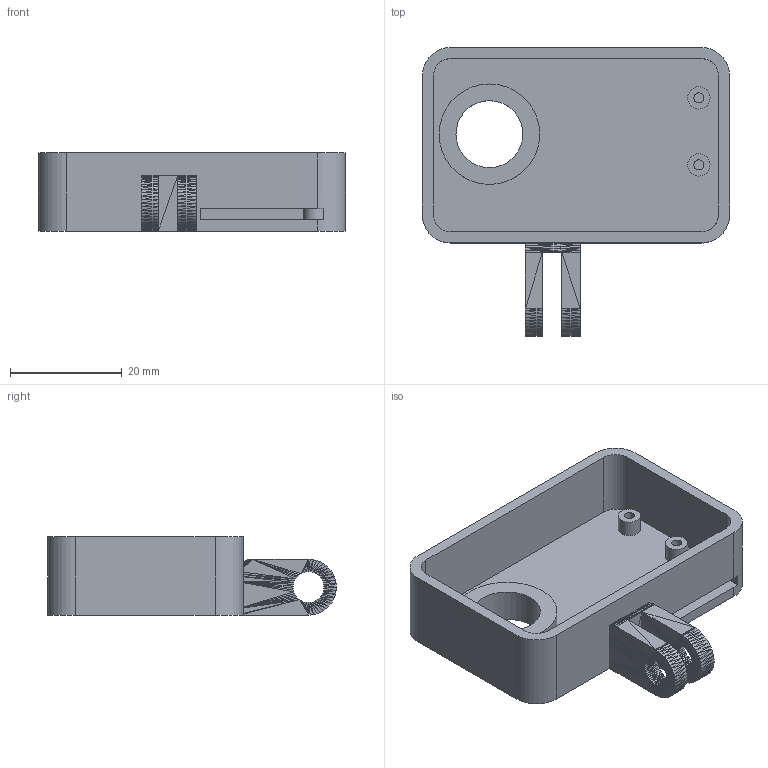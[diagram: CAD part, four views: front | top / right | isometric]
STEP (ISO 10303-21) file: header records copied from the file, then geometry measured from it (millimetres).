
FILE_DESCRIPTION(/* description */ (''),/* implementation_level */ '2;1');
FILE_NAME(/* name */ 'Pi_cam_v3_noir_gopro v5.step',/* time_stamp */ '2024-09-17T18:58:49+02:00',/* author */ (''),/* organization */ (''),/* preprocessor_version */ 'ST-DEVELOPER v20',/* originating_system */ 'Autodesk Translation Framework v13.14.0.145',/* authorisation */ '');
FILE_SCHEMA (('AUTOMOTIVE_DESIGN { 1 0 10303 214 3 1 1 }'));
Length unit declared in the file: millimetre
Products named in the file (2): Pi_cam_v3_noir_gopro; NiftyMaker_PiCam_front
Assembly tree (1 placements, depth 2):
  Pi_cam_v3_noir_gopro
    NiftyMaker_PiCam_front
Bounding box: 55 x 51.73 x 14 mm (x, y, z)
Volume: 9035.2 mm3; surface area: 9470.5 mm2
Topology: 2 solids, 2 shells, 841 faces, 1293 edges, 456 vertices
Faces by surface type: plane 827, cylinder 14
Full cylindrical faces by diameter (mm): 1.8 x2, 4 x2, 12 x1, 18 x1
Entity records: 16804 total; most frequent: DIRECTION 3012, CARTESIAN_POINT 2593, ORIENTED_EDGE 2586, EDGE_CURVE 1293, LINE 1262, VECTOR 1262, AXIS2_PLACEMENT_3D 875, EDGE_LOOP 849
